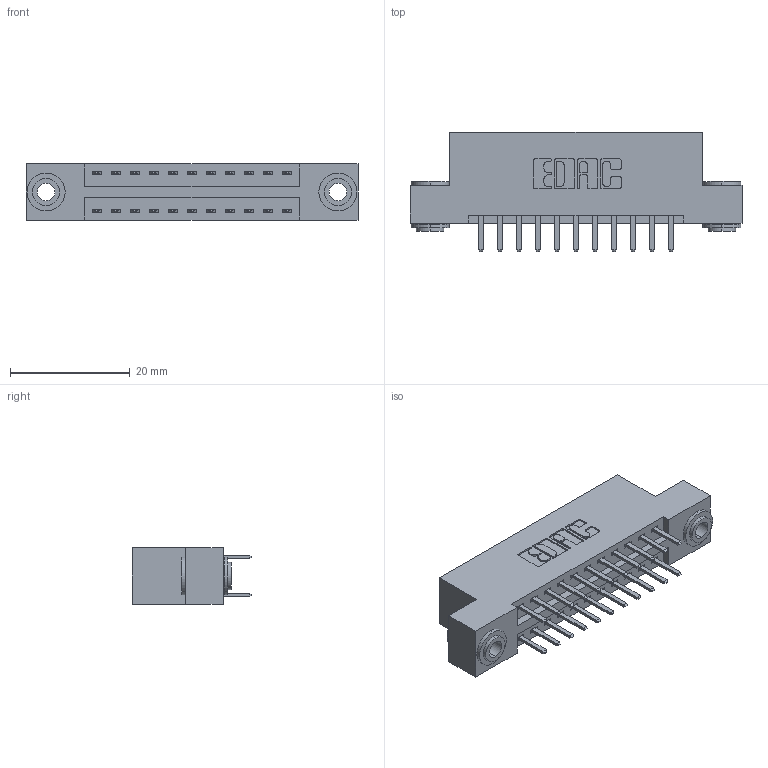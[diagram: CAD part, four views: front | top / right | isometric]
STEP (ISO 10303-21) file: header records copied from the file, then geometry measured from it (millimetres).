
FILE_DESCRIPTION (( 'STEP AP203' ), '1' );
FILE_NAME ('396-022-520-203.STEP', '2018-09-01T08:28:33', ( '' ), ( '' ), 'SwSTEP 2.0', 'SolidWorks 2016', '' );
FILE_SCHEMA (( 'CONFIG_CONTROL_DESIGN' ));
Length unit declared in the file: inch
Products named in the file (4): 346 Part_Flush Mounting Lugs - 0.156 Dia-TH; 345-292-001_345-293-120; 345-250-002_345-250-002-102; 396-022-520-203
Assembly tree (25 placements, depth 2):
  396-022-520-203
    346 Part_Flush Mounting Lugs - 0.156 Dia-TH
    345-292-001_345-293-120  x22
    345-250-002_345-250-002-102  x2
Bounding box: 55.5 x 20.02 x 9.4 mm (x, y, z)
Volume: 5180.8 mm3; surface area: 6825.6 mm2
Topology: 25 solids, 25 shells, 1392 faces, 3991 edges, 2598 vertices
Faces by surface type: plane 900, cylinder 484, cone 8
Entity records: 12116 total; most frequent: CARTESIAN_POINT 2027, ORIENTED_EDGE 1942, DIRECTION 1857, EDGE_CURVE 971, VECTOR 767, LINE 767, VERTEX_POINT 642, AXIS2_PLACEMENT_3D 545
